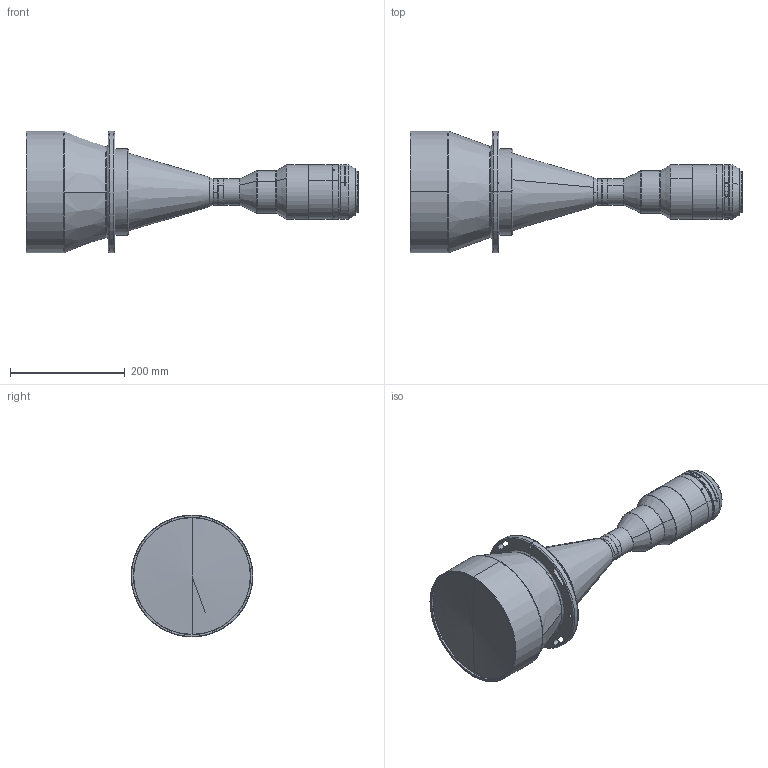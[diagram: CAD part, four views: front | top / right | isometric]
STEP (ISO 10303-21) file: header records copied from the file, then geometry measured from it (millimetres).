
FILE_DESCRIPTION (( 'STEP AP203' ), '1' );
FILE_NAME ('DTCM150M-170-M72-19.5-AL.STEP', '2021-01-21T03:43:48', ( '' ), ( '' ), 'SwSTEP 2.0', 'SolidWorks 2017', '' );
FILE_SCHEMA (( 'CONFIG_CONTROL_DESIGN' ));
Length unit declared in the file: millimetre
Products named in the file (1): DTCM150M-170-M72-19.5-AL
Bounding box: 578.35 x 212 x 212 mm (x, y, z)
Volume: 7445202.2 mm3; surface area: 299025.5 mm2
Topology: 1 solids, 5 shells, 190 faces, 448 edges, 280 vertices
Faces by surface type: cylinder 90, cone 53, bspline 24, plane 23
Entity records: 6718 total; most frequent: CARTESIAN_POINT 2325, DIRECTION 939, ORIENTED_EDGE 888, EDGE_CURVE 444, AXIS2_PLACEMENT_3D 398, VERTEX_POINT 280, CIRCLE 231, EDGE_LOOP 222
